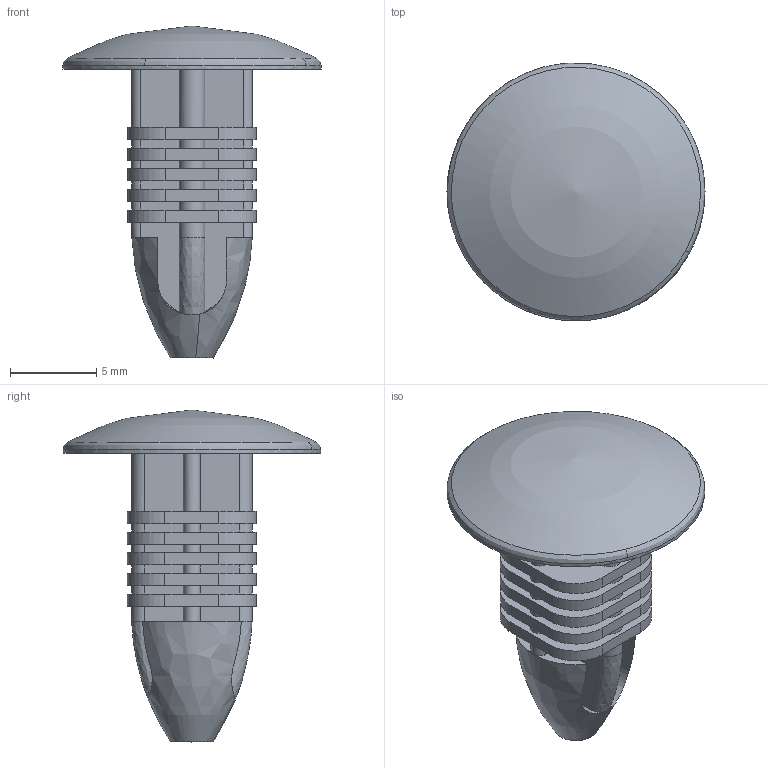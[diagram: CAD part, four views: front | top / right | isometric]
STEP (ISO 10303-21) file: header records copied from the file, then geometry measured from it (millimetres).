
FILE_DESCRIPTION((''),'2;1');
FILE_NAME('','2006-10-06T18:15:35',(''),(''),'','CADfix','');
FILE_SCHEMA(('AUTOMOTIVE_DESIGN'));
Length unit declared in the file: millimetre
Products named in the file (1): fastener
Bounding box: 15 x 14.99 x 19.3 mm (x, y, z)
Volume: 584 mm3; surface area: 1249.2 mm2
Topology: 1 solids, 1 shells, 153 faces, 430 edges, 290 vertices
Faces by surface type: bspline 153
Entity records: 5236 total; most frequent: CARTESIAN_POINT 2776, ORIENTED_EDGE 860, EDGE_CURVE 430, VERTEX_POINT 290, QUASI_UNIFORM_CURVE 264, EDGE_LOOP 164, FACE_OUTER_BOUND 153, ADVANCED_FACE 153
